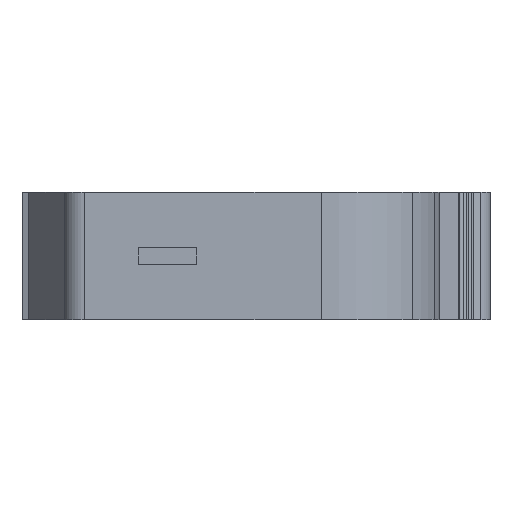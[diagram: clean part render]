
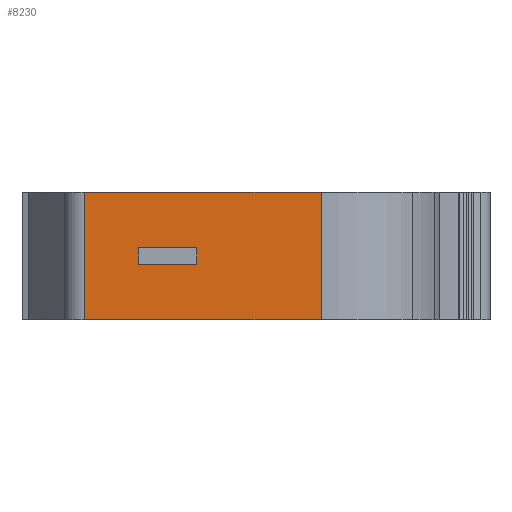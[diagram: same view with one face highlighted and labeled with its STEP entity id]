
A CAD part, front view. The second image highlights one B-rep face of the part: STEP entity #8230.
In plain terms, the highlighted face is planar.
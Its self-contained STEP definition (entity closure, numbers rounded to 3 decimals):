
#7300=CARTESIAN_POINT('',(-305.901,235.899,6.15));
#7310=VERTEX_POINT('',#7300);
#7340=CARTESIAN_POINT('',(-305.901,235.899,0.));
#7350=DIRECTION('',(0.,0.,1.));
#7360=VECTOR('',#7350,1.);
#7370=LINE('',#7340,#7360);
#7380=CARTESIAN_POINT('',(-305.901,235.899,0.));
#7390=VERTEX_POINT('',#7380);
#7400=EDGE_CURVE('',#7390,#7310,#7370,.T.);
#7590=CARTESIAN_POINT('',(-305.901,229.896,0.));
#7600=DIRECTION('',(-1.,0.,0.));
#7610=DIRECTION('',(0.,1.,0.));
#7620=AXIS2_PLACEMENT_3D('',#7590,#7600,#7610);
#7630=PLANE('',#7620);
#7640=CARTESIAN_POINT('',(-305.901,229.896,0.));
#7650=DIRECTION('',(0.,0.,-1.));
#7660=VECTOR('',#7650,1.);
#7670=LINE('',#7640,#7660);
#7680=CARTESIAN_POINT('',(-305.901,229.896,3.475));
#7690=VERTEX_POINT('',#7680);
#7700=CARTESIAN_POINT('',(-305.901,229.896,2.675));
#7710=VERTEX_POINT('',#7700);
#7720=EDGE_CURVE('',#7690,#7710,#7670,.T.);
#7730=ORIENTED_EDGE('',*,*,#7720,.F.);
#7740=CARTESIAN_POINT('',(-305.901,0.,2.675));
#7750=DIRECTION('',(0.,1.,0.));
#7760=VECTOR('',#7750,1.);
#7770=LINE('',#7740,#7760);
#7780=CARTESIAN_POINT('',(-305.901,227.096,2.675));
#7790=VERTEX_POINT('',#7780);
#7800=EDGE_CURVE('',#7790,#7710,#7770,.T.);
#7810=ORIENTED_EDGE('',*,*,#7800,.T.);
#7820=CARTESIAN_POINT('',(-305.901,227.096,0.));
#7830=DIRECTION('',(0.,0.,1.));
#7840=VECTOR('',#7830,1.);
#7850=LINE('',#7820,#7840);
#7860=CARTESIAN_POINT('',(-305.901,227.096,3.475));
#7870=VERTEX_POINT('',#7860);
#7880=EDGE_CURVE('',#7790,#7870,#7850,.T.);
#7890=ORIENTED_EDGE('',*,*,#7880,.F.);
#7900=CARTESIAN_POINT('',(-305.901,229.896,3.475));
#7910=DIRECTION('',(0.,-1.,0.));
#7920=VECTOR('',#7910,1.);
#7930=LINE('',#7900,#7920);
#7940=EDGE_CURVE('',#7690,#7870,#7930,.T.);
#7950=ORIENTED_EDGE('',*,*,#7940,.T.);
#7960=EDGE_LOOP('',(#7950,#7890,#7810,#7730));
#7970=FACE_BOUND('',#7960,.T.);
#7980=CARTESIAN_POINT('',(-305.901,224.463,0.));
#7990=DIRECTION('',(0.,0.,1.));
#8000=VECTOR('',#7990,1.);
#8010=LINE('',#7980,#8000);
#8020=CARTESIAN_POINT('',(-305.901,224.463,0.));
#8030=VERTEX_POINT('',#8020);
#8040=CARTESIAN_POINT('',(-305.901,224.463,6.15));
#8050=VERTEX_POINT('',#8040);
#8060=EDGE_CURVE('',#8030,#8050,#8010,.T.);
#8070=ORIENTED_EDGE('',*,*,#8060,.T.);
#8080=CARTESIAN_POINT('',(-305.901,0.,0.));
#8090=DIRECTION('',(0.,1.,0.));
#8100=VECTOR('',#8090,1.);
#8110=LINE('',#8080,#8100);
#8120=EDGE_CURVE('',#8030,#7390,#8110,.T.);
#8130=ORIENTED_EDGE('',*,*,#8120,.F.);
#8140=ORIENTED_EDGE('',*,*,#7400,.F.);
#8150=CARTESIAN_POINT('',(-305.901,0.,6.15));
#8160=DIRECTION('',(0.,1.,0.));
#8170=VECTOR('',#8160,1.);
#8180=LINE('',#8150,#8170);
#8190=EDGE_CURVE('',#8050,#7310,#8180,.T.);
#8200=ORIENTED_EDGE('',*,*,#8190,.T.);
#8210=EDGE_LOOP('',(#8200,#8140,#8130,#8070));
#8220=FACE_OUTER_BOUND('',#8210,.T.);
#8230=ADVANCED_FACE('',(#7970,#8220),#7630,.T.);
